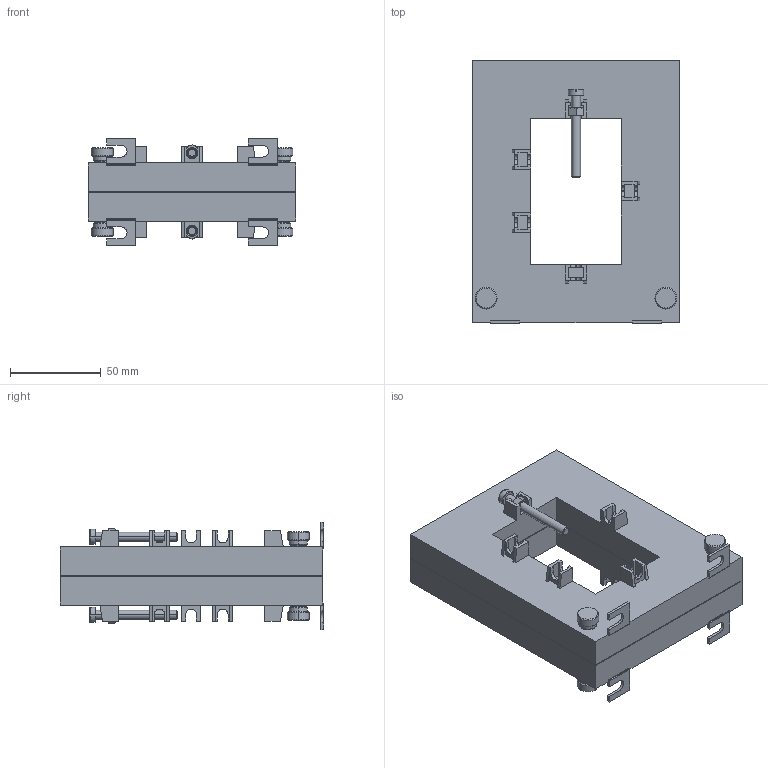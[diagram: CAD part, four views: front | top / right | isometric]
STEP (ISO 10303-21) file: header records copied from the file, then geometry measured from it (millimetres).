
FILE_DESCRIPTION((''),'2;1');
FILE_NAME('TP58','2022-01-10T12:06:28',('esors'),(''),'CREO PARAMETRIC BY PTC INC, 2018260','CREO PARAMETRIC BY PTC INC, 2018260','');
FILE_SCHEMA(('AUTOMOTIVE_DESIGN { 1 0 10303 214 1 1 1 1 }'));
Length unit declared in the file: millimetre
Products named in the file (1): TP58
Bounding box: 114 x 145 x 59 mm (x, y, z)
Volume: 189514.6 mm3; surface area: 130034.7 mm2
Topology: 1 solids, 1 shells, 606 faces, 1662 edges, 1068 vertices
Faces by surface type: plane 416, cylinder 110, cone 64, torus 16
Entity records: 21374 total; most frequent: CARTESIAN_POINT 3992, ORIENTED_EDGE 3324, DIRECTION 3162, EDGE_CURVE 1662, COLOUR_RGB 1575, VECTOR 1246, LINE 1246, VERTEX_POINT 1068
